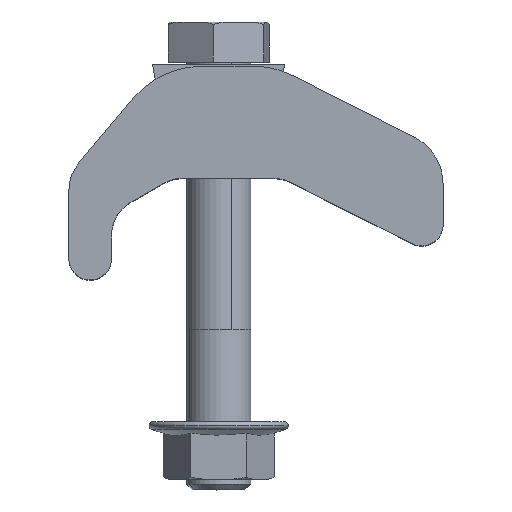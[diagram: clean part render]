
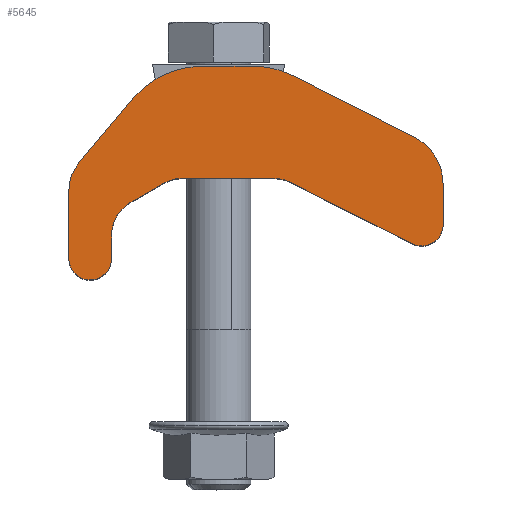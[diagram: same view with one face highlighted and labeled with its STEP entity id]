
A CAD part, top view. The second image highlights one B-rep face of the part: STEP entity #5645.
In plain terms, the highlighted planar face has unit normal (0, 0, 1).
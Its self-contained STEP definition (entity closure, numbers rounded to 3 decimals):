
#2=DIRECTION('',(-0.866,-0.5,0.));
#3=VECTOR('',#2,7.014);
#4=CARTESIAN_POINT('',(165.105,-10.168,20.));
#5=LINE('',#4,#3);
#6=CARTESIAN_POINT('',(162.41,-19.807,20.));
#7=DIRECTION('',(0.,0.,1.));
#8=DIRECTION('',(-0.483,0.876,0.));
#9=AXIS2_PLACEMENT_3D('',#6,#7,#8);
#11=DIRECTION('',(0.,-1.,0.));
#12=VECTOR('',#11,4.423);
#13=CARTESIAN_POINT('',(155.41,-19.807,20.));
#14=LINE('',#13,#12);
#15=CARTESIAN_POINT('',(151.41,-24.229,20.));
#16=DIRECTION('',(0.,0.,-1.));
#17=DIRECTION('',(1.,0.,0.));
#18=AXIS2_PLACEMENT_3D('',#15,#16,#17);
#20=DIRECTION('',(0.,1.,0.));
#21=VECTOR('',#20,12.742);
#22=CARTESIAN_POINT('',(147.41,-24.229,20.));
#23=LINE('',#22,#21);
#24=CARTESIAN_POINT('',(155.41,-11.488,20.));
#25=DIRECTION('',(0.,0.,-1.));
#26=DIRECTION('',(-1.,0.,0.));
#27=AXIS2_PLACEMENT_3D('',#24,#25,#26);
#29=DIRECTION('',(0.643,0.766,0.));
#30=VECTOR('',#29,15.722);
#31=CARTESIAN_POINT('',(149.281,-6.345,20.));
#32=LINE('',#31,#30);
#33=CARTESIAN_POINT('',(172.41,-5.229,20.));
#34=DIRECTION('',(0.,0.,-1.));
#35=DIRECTION('',(-0.766,0.643,0.));
#36=AXIS2_PLACEMENT_3D('',#33,#34,#35);
#38=DIRECTION('',(1.,0.,0.));
#39=VECTOR('',#38,9.299);
#40=CARTESIAN_POINT('',(172.41,11.771,20.));
#41=LINE('',#40,#39);
#42=CARTESIAN_POINT('',(181.709,-5.229,20.));
#43=DIRECTION('',(0.,0.,-1.));
#44=DIRECTION('',(0.,1.,0.));
#45=AXIS2_PLACEMENT_3D('',#42,#43,#44);
#47=DIRECTION('',(0.893,-0.451,0.));
#48=VECTOR('',#47,25.258);
#49=CARTESIAN_POINT('',(189.374,9.945,20.));
#50=LINE('',#49,#48);
#51=CARTESIAN_POINT('',(207.41,-10.369,20.));
#52=DIRECTION('',(0.,0.,-1.));
#53=DIRECTION('',(0.451,0.893,0.));
#54=AXIS2_PLACEMENT_3D('',#51,#52,#53);
#56=DIRECTION('',(0.,-1.,0.));
#57=VECTOR('',#56,7.512);
#58=CARTESIAN_POINT('',(217.41,-10.369,20.));
#59=LINE('',#58,#57);
#60=CARTESIAN_POINT('',(213.41,-17.882,20.));
#61=DIRECTION('',(0.,0.,-1.));
#62=DIRECTION('',(1.,0.,0.));
#63=AXIS2_PLACEMENT_3D('',#60,#61,#62);
#65=DIRECTION('',(-0.893,0.451,0.));
#66=VECTOR('',#65,25.441);
#67=CARTESIAN_POINT('',(211.606,-21.452,20.));
#68=LINE('',#67,#66);
#69=CARTESIAN_POINT('',(185.742,-16.229,20.));
#70=DIRECTION('',(0.,0.,1.));
#71=DIRECTION('',(0.451,0.893,0.));
#72=AXIS2_PLACEMENT_3D('',#69,#70,#71);
#74=DIRECTION('',(-1.,0.,0.));
#75=VECTOR('',#74,17.136);
#76=CARTESIAN_POINT('',(185.742,-9.229,20.));
#77=LINE('',#76,#75);
#5098=CARTESIAN_POINT('',(168.606,-16.229,20.));
#5099=DIRECTION('',(0.,0.,-1.));
#5100=DIRECTION('',(-0.5,0.866,0.));
#5101=AXIS2_PLACEMENT_3D('',#5098,#5099,#5100);
#5494=CARTESIAN_POINT('',(165.105,-10.168,20.));
#5495=VERTEX_POINT('',#5494);
#5496=CARTESIAN_POINT('',(168.606,-9.229,20.));
#5497=VERTEX_POINT('',#5496);
#5498=CARTESIAN_POINT('',(159.031,-13.676,20.));
#5499=VERTEX_POINT('',#5498);
#5500=CARTESIAN_POINT('',(155.41,-19.807,20.));
#5501=VERTEX_POINT('',#5500);
#5502=CARTESIAN_POINT('',(155.41,-24.229,20.));
#5503=VERTEX_POINT('',#5502);
#5504=CARTESIAN_POINT('',(147.41,-24.229,20.));
#5505=VERTEX_POINT('',#5504);
#5506=CARTESIAN_POINT('',(147.41,-11.488,20.));
#5507=VERTEX_POINT('',#5506);
#5508=CARTESIAN_POINT('',(149.281,-6.345,20.));
#5509=VERTEX_POINT('',#5508);
#5510=CARTESIAN_POINT('',(159.387,5.698,20.));
#5511=VERTEX_POINT('',#5510);
#5512=CARTESIAN_POINT('',(172.41,11.771,20.));
#5513=VERTEX_POINT('',#5512);
#5514=CARTESIAN_POINT('',(181.709,11.771,20.));
#5515=VERTEX_POINT('',#5514);
#5516=CARTESIAN_POINT('',(189.374,9.945,20.));
#5517=VERTEX_POINT('',#5516);
#5518=CARTESIAN_POINT('',(211.918,-1.443,20.));
#5519=VERTEX_POINT('',#5518);
#5520=CARTESIAN_POINT('',(217.41,-10.369,20.));
#5521=VERTEX_POINT('',#5520);
#5522=CARTESIAN_POINT('',(217.41,-17.882,20.));
#5523=VERTEX_POINT('',#5522);
#5524=CARTESIAN_POINT('',(211.606,-21.452,20.));
#5525=VERTEX_POINT('',#5524);
#5526=CARTESIAN_POINT('',(188.898,-9.981,20.));
#5527=VERTEX_POINT('',#5526);
#5528=CARTESIAN_POINT('',(185.742,-9.229,20.));
#5529=VERTEX_POINT('',#5528);
#5602=CARTESIAN_POINT('',(0.,0.,20.));
#5603=DIRECTION('',(0.,0.,1.));
#5604=DIRECTION('',(1.,0.,0.));
#5605=AXIS2_PLACEMENT_3D('',#5602,#5603,#5604);
#5606=PLANE('',#5605);
#5608=ORIENTED_EDGE('',*,*,#5607,.T.);
#5610=ORIENTED_EDGE('',*,*,#5609,.T.);
#5612=ORIENTED_EDGE('',*,*,#5611,.T.);
#5614=ORIENTED_EDGE('',*,*,#5613,.T.);
#5616=ORIENTED_EDGE('',*,*,#5615,.T.);
#5618=ORIENTED_EDGE('',*,*,#5617,.T.);
#5620=ORIENTED_EDGE('',*,*,#5619,.T.);
#5622=ORIENTED_EDGE('',*,*,#5621,.T.);
#5624=ORIENTED_EDGE('',*,*,#5623,.T.);
#5626=ORIENTED_EDGE('',*,*,#5625,.T.);
#5628=ORIENTED_EDGE('',*,*,#5627,.T.);
#5630=ORIENTED_EDGE('',*,*,#5629,.T.);
#5632=ORIENTED_EDGE('',*,*,#5631,.T.);
#5634=ORIENTED_EDGE('',*,*,#5633,.T.);
#5636=ORIENTED_EDGE('',*,*,#5635,.T.);
#5638=ORIENTED_EDGE('',*,*,#5637,.T.);
#5640=ORIENTED_EDGE('',*,*,#5639,.T.);
#5642=ORIENTED_EDGE('',*,*,#5641,.F.);
#5643=EDGE_LOOP('',(#5608,#5610,#5612,#5614,#5616,#5618,#5620,#5622,#5624,#5626,
#5628,#5630,#5632,#5634,#5636,#5638,#5640,#5642));
#5644=FACE_OUTER_BOUND('',#5643,.F.);
#5645=ADVANCED_FACE('',(#5644),#5606,.T.);
#10=CIRCLE('',#9,7.);
#19=CIRCLE('',#18,4.);
#28=CIRCLE('',#27,8.);
#37=CIRCLE('',#36,17.);
#46=CIRCLE('',#45,17.);
#55=CIRCLE('',#54,10.);
#64=CIRCLE('',#63,4.);
#73=CIRCLE('',#72,7.);
#5102=CIRCLE('',#5101,7.);
#5607=EDGE_CURVE('',#5495,#5499,#5,.T.);
#5609=EDGE_CURVE('',#5499,#5501,#10,.T.);
#5611=EDGE_CURVE('',#5501,#5503,#14,.T.);
#5613=EDGE_CURVE('',#5503,#5505,#19,.T.);
#5615=EDGE_CURVE('',#5505,#5507,#23,.T.);
#5617=EDGE_CURVE('',#5507,#5509,#28,.T.);
#5619=EDGE_CURVE('',#5509,#5511,#32,.T.);
#5621=EDGE_CURVE('',#5511,#5513,#37,.T.);
#5623=EDGE_CURVE('',#5513,#5515,#41,.T.);
#5625=EDGE_CURVE('',#5515,#5517,#46,.T.);
#5627=EDGE_CURVE('',#5517,#5519,#50,.T.);
#5629=EDGE_CURVE('',#5519,#5521,#55,.T.);
#5631=EDGE_CURVE('',#5521,#5523,#59,.T.);
#5633=EDGE_CURVE('',#5523,#5525,#64,.T.);
#5635=EDGE_CURVE('',#5525,#5527,#68,.T.);
#5637=EDGE_CURVE('',#5527,#5529,#73,.T.);
#5639=EDGE_CURVE('',#5529,#5497,#77,.T.);
#5641=EDGE_CURVE('',#5495,#5497,#5102,.T.);
